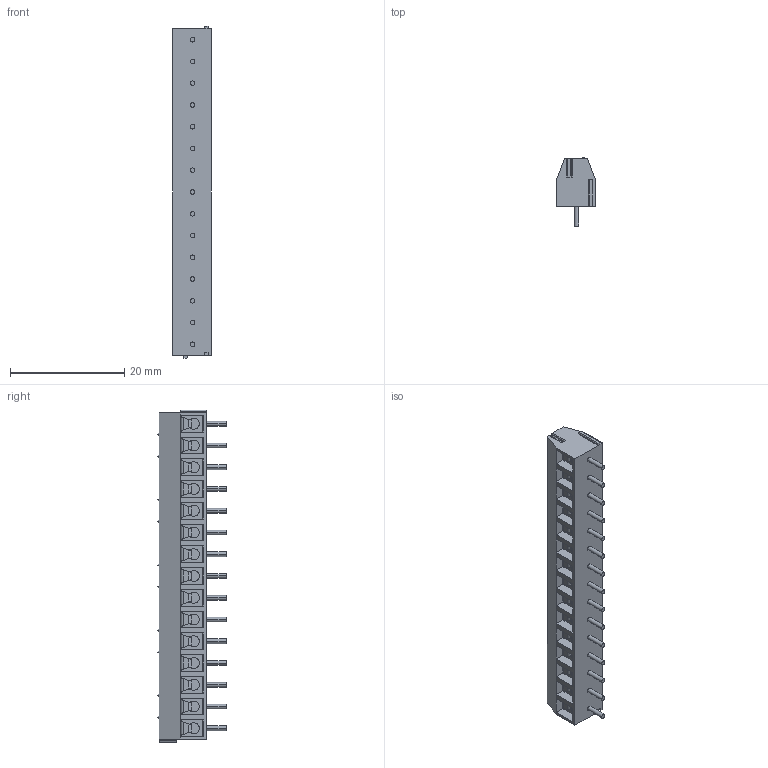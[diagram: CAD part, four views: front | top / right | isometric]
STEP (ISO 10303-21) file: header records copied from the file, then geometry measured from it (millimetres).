
FILE_DESCRIPTION((''),'2;1');
FILE_NAME('PRT0001','2025-04-06T',('sj'),(''),'PRO/ENGINEER BY PARAMETRIC TECHNOLOGY CORPORATION, 2013240','PRO/ENGINEER BY PARAMETRIC TECHNOLOGY CORPORATION, 2013240','');
FILE_SCHEMA(('AUTOMOTIVE_DESIGN_CC2 { 1 2 10303 214 -1 1 5 2 }'));
Length unit declared in the file: millimetre
Products named in the file (1): PRT0001
Bounding box: 6.8 x 12.05 x 58.15 mm (x, y, z)
Volume: 2606.1 mm3; surface area: 2496.8 mm2
Topology: 1 solids, 1 shells, 686 faces, 1797 edges, 1148 vertices
Faces by surface type: plane 384, cylinder 252, torus 30, sphere 20
Entity records: 21511 total; most frequent: CARTESIAN_POINT 4696, ORIENTED_EDGE 3554, DIRECTION 3393, EDGE_CURVE 1777, AXIS2_PLACEMENT_3D 1170, VERTEX_POINT 1148, VECTOR 1053, LINE 1053
